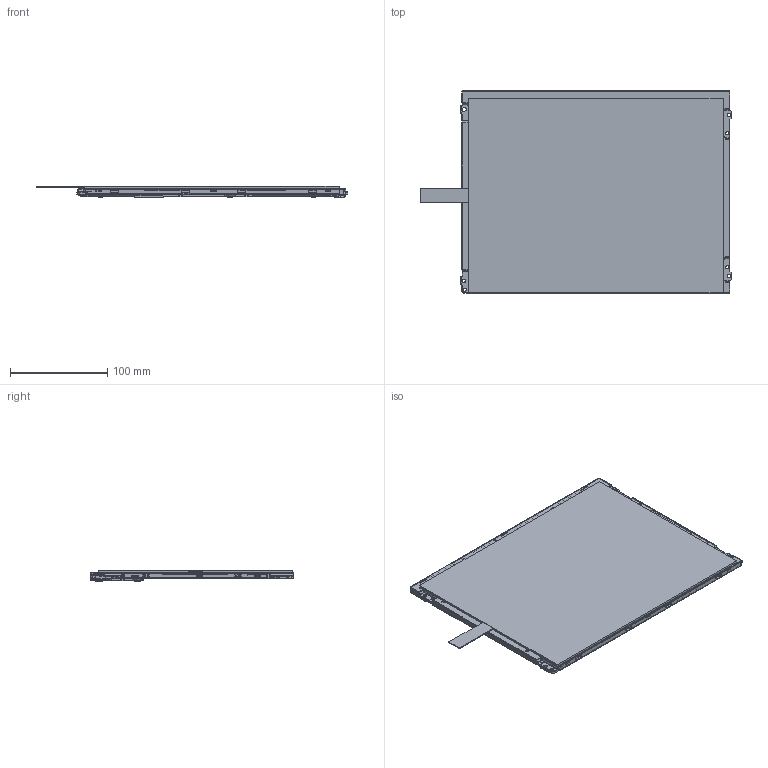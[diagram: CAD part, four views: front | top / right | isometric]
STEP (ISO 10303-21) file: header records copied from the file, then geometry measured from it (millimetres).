
FILE_DESCRIPTION (( 'STEP AP203' ), '1' );
FILE_NAME ('IDK-1112R-45SVA1E.STEP', '2012-07-09T10:45:37', ( 'ITD.MIS' ), ( '' ), 'SwSTEP 2.0', 'SolidWorks 2010', '' );
FILE_SCHEMA (( 'CONFIG_CONTROL_DESIGN' ));
Products named in the file (3): IDK-1112R-45SVA1E; AUO_g121sn01v4_Default; 9680014312-Higgstec T121S_Default
Assembly tree (2 placements, depth 2):
  IDK-1112R-45SVA1E
    AUO_g121sn01v4_Default
    9680014312-Higgstec T121S_Default
Bounding box: 320.98 x 209.1 x 11.53 mm (x, y, z)
Volume: 115838.8 mm3; surface area: 1479582.6 mm2
Topology: 2 solids, 67 shells, 3401 faces, 8974 edges, 5728 vertices
Faces by surface type: plane 1948, cylinder 880, bspline 556, torus 9, cone 8
Entity records: 143084 total; most frequent: CARTESIAN_POINT 62228, ORIENTED_EDGE 17845, DIRECTION 15237, EDGE_CURVE 8936, VECTOR 6147, LINE 6147, VERTEX_POINT 5728, AXIS2_PLACEMENT_3D 4545
